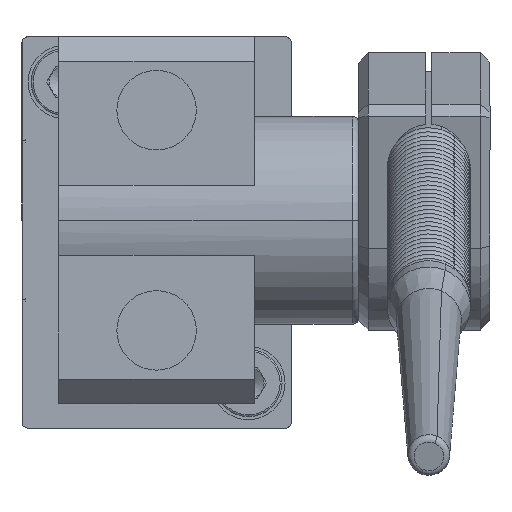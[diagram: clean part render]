
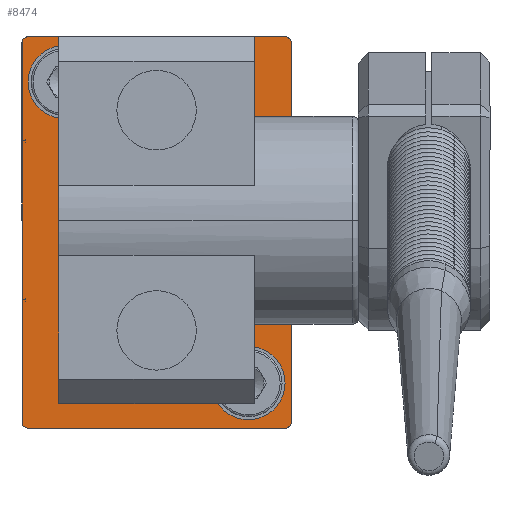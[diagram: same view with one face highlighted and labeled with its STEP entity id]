
A CAD part, left-side view. The second image highlights one B-rep face of the part: STEP entity #8474.
In plain terms, the highlighted planar face has unit normal (-1, 0, 0).
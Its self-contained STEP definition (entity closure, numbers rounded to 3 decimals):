
#340 = DIRECTION ( 'NONE',  ( -1., 0., 0. ) ) ;
#398 = VERTEX_POINT ( 'NONE', #12735 ) ;
#574 = CIRCLE ( 'NONE', #10002, 0.5 ) ;
#600 = VERTEX_POINT ( 'NONE', #10151 ) ;
#607 = VECTOR ( 'NONE', #18434, 1000. ) ;
#802 = CARTESIAN_POINT ( 'NONE',  ( -33.169, 19.666, -0.144 ) ) ;
#1171 = EDGE_CURVE ( 'NONE', #11331, #398, #1309, .T. ) ;
#1309 = LINE ( 'NONE', #7454, #6919 ) ;
#1413 = CARTESIAN_POINT ( 'NONE',  ( -33.169, 19.666, 2.856 ) ) ;
#1929 = EDGE_CURVE ( 'NONE', #11862, #9008, #12609, .T. ) ;
#2047 = VERTEX_POINT ( 'NONE', #7669 ) ;
#2650 = AXIS2_PLACEMENT_3D ( 'NONE', #14618, #2810, #5795 ) ;
#2810 = DIRECTION ( 'NONE',  ( -1., 0., 0. ) ) ;
#2978 = CARTESIAN_POINT ( 'NONE',  ( -33.169, 16.166, 28.156 ) ) ;
#2997 = EDGE_LOOP ( 'NONE', ( #10236, #6814, #11775, #13343, #12333, #11639, #8801, #9823 ) ) ;
#3011 = CIRCLE ( 'NONE', #13236, 3. ) ;
#3771 = CARTESIAN_POINT ( 'NONE',  ( -33.169, 38.166, 28.156 ) ) ;
#3806 = CARTESIAN_POINT ( 'NONE',  ( -33.169, 37.666, 27.656 ) ) ;
#4195 = CARTESIAN_POINT ( 'NONE',  ( -33.169, 37.666, -3.344 ) ) ;
#4451 = DIRECTION ( 'NONE',  ( 0., 0., 1. ) ) ;
#4485 = CARTESIAN_POINT ( 'NONE',  ( -33.169, 38.166, -3.344 ) ) ;
#4896 = CIRCLE ( 'NONE', #19052, 0.5 ) ;
#5099 = DIRECTION ( 'NONE',  ( 0., 0., -1. ) ) ;
#5327 = DIRECTION ( 'NONE',  ( -1., 0., 0. ) ) ;
#5386 = EDGE_CURVE ( 'NONE', #6027, #15617, #9883, .T. ) ;
#5494 = VECTOR ( 'NONE', #5099, 1000. ) ;
#5498 = EDGE_CURVE ( 'NONE', #11192, #14403, #8264, .T. ) ;
#5774 = DIRECTION ( 'NONE',  ( 0., -1., 0. ) ) ;
#5795 = DIRECTION ( 'NONE',  ( 0., 0., 1. ) ) ;
#5992 = LINE ( 'NONE', #6432, #607 ) ;
#6027 = VERTEX_POINT ( 'NONE', #17562 ) ;
#6432 = CARTESIAN_POINT ( 'NONE',  ( -33.169, 38.166, 28.156 ) ) ;
#6612 = DIRECTION ( 'NONE',  ( 0., 0., 1. ) ) ;
#6790 = DIRECTION ( 'NONE',  ( 0., 0., 1. ) ) ;
#6814 = ORIENTED_EDGE ( 'NONE', *, *, #13222, .T. ) ;
#6919 = VECTOR ( 'NONE', #13462, 1000. ) ;
#7186 = DIRECTION ( 'NONE',  ( -1., 0., 0. ) ) ;
#7414 = ORIENTED_EDGE ( 'NONE', *, *, #5498, .F. ) ;
#7454 = CARTESIAN_POINT ( 'NONE',  ( -33.169, 16.166, -3.844 ) ) ;
#7669 = CARTESIAN_POINT ( 'NONE',  ( -33.169, 16.166, -3.344 ) ) ;
#7919 = ORIENTED_EDGE ( 'NONE', *, *, #9540, .F. ) ;
#8186 = CARTESIAN_POINT ( 'NONE',  ( -33.169, 37.666, 28.156 ) ) ;
#8195 = PLANE ( 'NONE',  #15864 ) ;
#8264 = CIRCLE ( 'NONE', #15445, 3. ) ;
#8474 = ADVANCED_FACE ( 'NONE', ( #19068, #9442, #10130 ), #8195, .T. ) ;
#8716 = DIRECTION ( 'NONE',  ( 0., 0., 1. ) ) ;
#8801 = ORIENTED_EDGE ( 'NONE', *, *, #1171, .F. ) ;
#8836 = EDGE_CURVE ( 'NONE', #15617, #6027, #3011, .T. ) ;
#9008 = VERTEX_POINT ( 'NONE', #10903 ) ;
#9204 = CIRCLE ( 'NONE', #2650, 0.5 ) ;
#9442 = FACE_BOUND ( 'NONE', #13238, .T. ) ;
#9540 = EDGE_CURVE ( 'NONE', #14403, #11192, #19118, .T. ) ;
#9544 = EDGE_LOOP ( 'NONE', ( #7414, #7919 ) ) ;
#9823 = ORIENTED_EDGE ( 'NONE', *, *, #11343, .T. ) ;
#9858 = DIRECTION ( 'NONE',  ( -1., 0., 0. ) ) ;
#9883 = CIRCLE ( 'NONE', #12566, 3. ) ;
#10002 = AXIS2_PLACEMENT_3D ( 'NONE', #4195, #7186, #4451 ) ;
#10015 = ORIENTED_EDGE ( 'NONE', *, *, #5386, .F. ) ;
#10130 = FACE_OUTER_BOUND ( 'NONE', #2997, .T. ) ;
#10151 = CARTESIAN_POINT ( 'NONE',  ( -33.169, 38.166, 27.656 ) ) ;
#10236 = ORIENTED_EDGE ( 'NONE', *, *, #12338, .F. ) ;
#10457 = CIRCLE ( 'NONE', #17376, 0.5 ) ;
#10539 = DIRECTION ( 'NONE',  ( -1., 0., 0. ) ) ;
#10796 = DIRECTION ( 'NONE',  ( 0., 0., 1. ) ) ;
#10903 = CARTESIAN_POINT ( 'NONE',  ( -33.169, 16.666, 28.156 ) ) ;
#11192 = VERTEX_POINT ( 'NONE', #1413 ) ;
#11285 = DIRECTION ( 'NONE',  ( -1., 0., 0. ) ) ;
#11331 = VERTEX_POINT ( 'NONE', #17685 ) ;
#11343 = EDGE_CURVE ( 'NONE', #11331, #2047, #4896, .T. ) ;
#11396 = VERTEX_POINT ( 'NONE', #4485 ) ;
#11592 = CARTESIAN_POINT ( 'NONE',  ( -33.169, 16.666, -3.344 ) ) ;
#11639 = ORIENTED_EDGE ( 'NONE', *, *, #17833, .T. ) ;
#11775 = ORIENTED_EDGE ( 'NONE', *, *, #1929, .F. ) ;
#11862 = VERTEX_POINT ( 'NONE', #8186 ) ;
#12110 = CARTESIAN_POINT ( 'NONE',  ( -33.169, 34.666, 24.456 ) ) ;
#12227 = DIRECTION ( 'NONE',  ( -1., 0., 0. ) ) ;
#12333 = ORIENTED_EDGE ( 'NONE', *, *, #18055, .F. ) ;
#12338 = EDGE_CURVE ( 'NONE', #17694, #2047, #15090, .T. ) ;
#12566 = AXIS2_PLACEMENT_3D ( 'NONE', #15140, #14747, #8716 ) ;
#12609 = LINE ( 'NONE', #2978, #14216 ) ;
#12735 = CARTESIAN_POINT ( 'NONE',  ( -33.169, 37.666, -3.844 ) ) ;
#13188 = CARTESIAN_POINT ( 'NONE',  ( -33.169, 19.666, -3.144 ) ) ;
#13222 = EDGE_CURVE ( 'NONE', #17694, #9008, #9204, .T. ) ;
#13236 = AXIS2_PLACEMENT_3D ( 'NONE', #12110, #12227, #16735 ) ;
#13238 = EDGE_LOOP ( 'NONE', ( #15825, #10015 ) ) ;
#13343 = ORIENTED_EDGE ( 'NONE', *, *, #16916, .T. ) ;
#13462 = DIRECTION ( 'NONE',  ( 0., 1., 0. ) ) ;
#14011 = AXIS2_PLACEMENT_3D ( 'NONE', #802, #5327, #17360 ) ;
#14216 = VECTOR ( 'NONE', #5774, 1000. ) ;
#14403 = VERTEX_POINT ( 'NONE', #13188 ) ;
#14618 = CARTESIAN_POINT ( 'NONE',  ( -33.169, 16.666, 27.656 ) ) ;
#14747 = DIRECTION ( 'NONE',  ( -1., 0., 0. ) ) ;
#15090 = LINE ( 'NONE', #16720, #5494 ) ;
#15140 = CARTESIAN_POINT ( 'NONE',  ( -33.169, 34.666, 24.456 ) ) ;
#15445 = AXIS2_PLACEMENT_3D ( 'NONE', #16778, #340, #10796 ) ;
#15617 = VERTEX_POINT ( 'NONE', #19149 ) ;
#15825 = ORIENTED_EDGE ( 'NONE', *, *, #8836, .F. ) ;
#15864 = AXIS2_PLACEMENT_3D ( 'NONE', #3771, #9858, #6612 ) ;
#16478 = DIRECTION ( 'NONE',  ( 0., 0., 1. ) ) ;
#16720 = CARTESIAN_POINT ( 'NONE',  ( -33.169, 16.166, 28.156 ) ) ;
#16735 = DIRECTION ( 'NONE',  ( 0., 0., 1. ) ) ;
#16778 = CARTESIAN_POINT ( 'NONE',  ( -33.169, 19.666, -0.144 ) ) ;
#16916 = EDGE_CURVE ( 'NONE', #11862, #600, #10457, .T. ) ;
#17360 = DIRECTION ( 'NONE',  ( 0., 0., 1. ) ) ;
#17376 = AXIS2_PLACEMENT_3D ( 'NONE', #3806, #11285, #6790 ) ;
#17562 = CARTESIAN_POINT ( 'NONE',  ( -33.169, 34.666, 21.456 ) ) ;
#17685 = CARTESIAN_POINT ( 'NONE',  ( -33.169, 16.666, -3.844 ) ) ;
#17694 = VERTEX_POINT ( 'NONE', #19255 ) ;
#17833 = EDGE_CURVE ( 'NONE', #11396, #398, #574, .T. ) ;
#18055 = EDGE_CURVE ( 'NONE', #11396, #600, #5992, .T. ) ;
#18434 = DIRECTION ( 'NONE',  ( 0., 0., 1. ) ) ;
#19052 = AXIS2_PLACEMENT_3D ( 'NONE', #11592, #10539, #16478 ) ;
#19068 = FACE_BOUND ( 'NONE', #9544, .T. ) ;
#19118 = CIRCLE ( 'NONE', #14011, 3. ) ;
#19149 = CARTESIAN_POINT ( 'NONE',  ( -33.169, 34.666, 27.456 ) ) ;
#19255 = CARTESIAN_POINT ( 'NONE',  ( -33.169, 16.166, 27.656 ) ) ;
